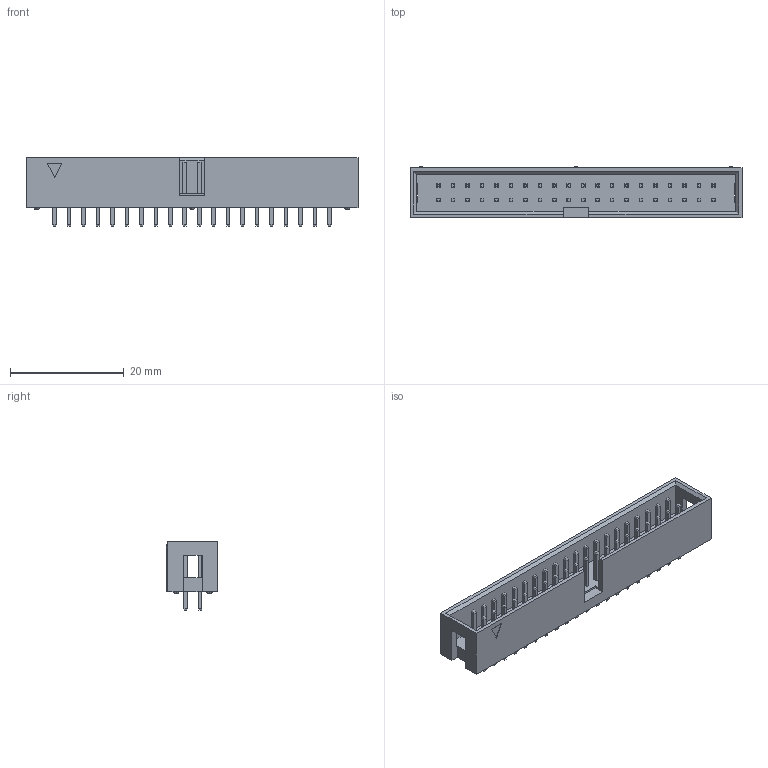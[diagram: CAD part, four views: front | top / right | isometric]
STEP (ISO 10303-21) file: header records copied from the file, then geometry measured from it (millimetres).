
FILE_DESCRIPTION(('STEP AP214'),'1');
FILE_NAME('sbh11-pbpc-d20-st-bk.stp','2024-12-30T00:26:30',('TraceParts'),('TraceParts S.A.'),'Spatial InterOp 3D',' ',' ');
FILE_SCHEMA(('AUTOMOTIVE_DESIGN { 1 0 10303 214 1 1 1 1 }'));
Length unit declared in the file: millimetre
Products named in the file (1): sbh11-pbpc-d20-st-bk
Bounding box: 58.3 x 9.1 x 12.1 mm (x, y, z)
Volume: 2229.4 mm3; surface area: 3851 mm2
Topology: 1 solids, 1 shells, 949 faces, 2108 edges, 1244 vertices
Faces by surface type: plane 931, bspline 12, cylinder 6
Entity records: 25201 total; most frequent: CARTESIAN_POINT 4518, ORIENTED_EDGE 4216, DIRECTION 4008, EDGE_CURVE 2108, LINE 2060, VECTOR 2060, VERTEX_POINT 1244, EDGE_LOOP 1036
